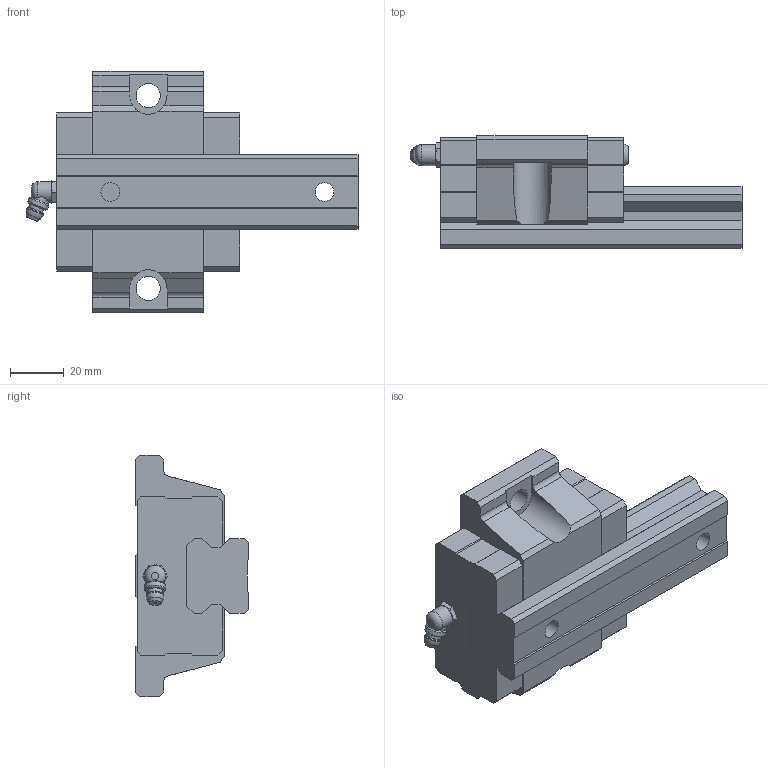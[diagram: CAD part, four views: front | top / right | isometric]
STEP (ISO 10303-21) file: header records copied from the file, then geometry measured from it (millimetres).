
FILE_DESCRIPTION(/* description */ ('STEP AP214'),/* implementation_level */ '2;1');
FILE_NAME(/* name */ 'LSD30F2S1X112.5S20AN-M6',/* time_stamp */ '2022-10-31T20:01:04+01:00',/* author */ ('License CC BY-ND 4.0'),/* organization */ ('CADENAS'),/* preprocessor_version */ 'ST-DEVELOPER v18.102',/* originating_system */ 'PARTsolutions',/* authorisation */ ' ');
FILE_SCHEMA (('AUTOMOTIVE_DESIGN {1 0 10303 214 3 1 1}'));
Length unit declared in the file: millimetre
Products named in the file (4): LSD30F2S1X112.5S20AN-M6; LSD30BK-F2S-N-A-M6; LSD30RLX112.5-S20-N-D; LSD30F2S1X112.5S20AN-M6_d
Assembly tree (3 placements, depth 2):
  LSD30F2S1X112.5S20AN-M6
    LSD30BK-F2S-N-A-M6
    LSD30RLX112.5-S20-N-D
    LSD30F2S1X112.5S20AN-M6_d
Bounding box: 123.96 x 42 x 90 mm (x, y, z)
Volume: 189751.9 mm3; surface area: 35951.1 mm2
Topology: 2 solids, 2 shells, 161 faces, 443 edges, 293 vertices
Faces by surface type: plane 131, cylinder 18, cone 6, torus 5, sphere 1
Full cylindrical faces by diameter (mm): 5.5 x1, 6.6 x1, 7 x2, 7.85 x1, 8 x1, 9 x2, 11.2 x2
Entity records: 5046 total; most frequent: CARTESIAN_POINT 937, ORIENTED_EDGE 832, DIRECTION 786, EDGE_CURVE 416, LINE 340, VECTOR 340, VERTEX_POINT 287, AXIS2_PLACEMENT_3D 223
